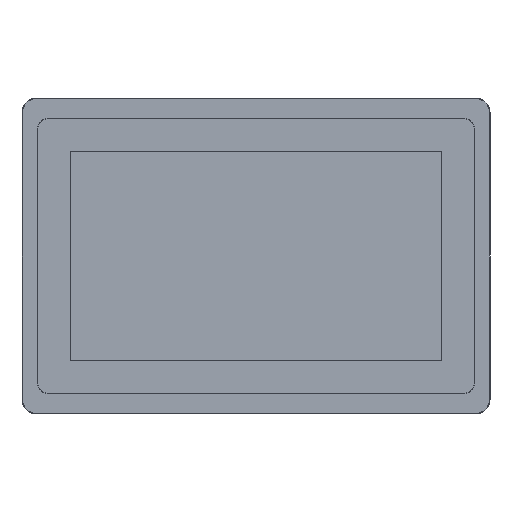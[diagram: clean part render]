
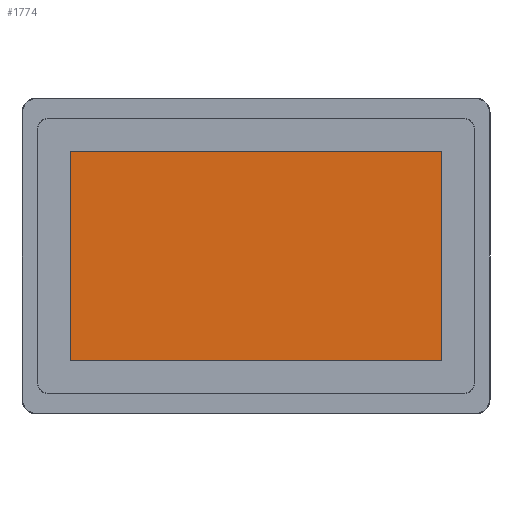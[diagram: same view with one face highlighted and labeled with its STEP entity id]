
A CAD part, top view. The second image highlights one B-rep face of the part: STEP entity #1774.
In plain terms, the highlighted planar face has unit normal (0, 0, 1).
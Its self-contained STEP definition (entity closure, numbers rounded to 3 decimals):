
#480 = VERTEX_POINT ( 'NONE', #55522 ) ;
#1774 = ADVANCED_FACE ( 'NONE', ( #80478 ), #44051, .T. ) ;
#7426 = DIRECTION ( 'NONE',  ( 0., 1., 0. ) ) ;
#12793 = AXIS2_PLACEMENT_3D ( 'NONE', #55281, #40629, #7426 ) ;
#13771 = EDGE_CURVE ( 'NONE', #84783, #16338, #113660, .T. ) ;
#16338 = VERTEX_POINT ( 'NONE', #130021 ) ;
#18070 = CARTESIAN_POINT ( 'NONE',  ( 33.35, 36.75, -0.58 ) ) ;
#21579 = DIRECTION ( 'NONE',  ( 0., -1., 0. ) ) ;
#40629 = DIRECTION ( 'NONE',  ( 0., 0., 1. ) ) ;
#44051 = PLANE ( 'NONE',  #12793 ) ;
#44280 = EDGE_CURVE ( 'NONE', #480, #84783, #45021, .T. ) ;
#45021 = LINE ( 'NONE', #97265, #114960 ) ;
#50759 = EDGE_CURVE ( 'NONE', #16338, #129428, #137484, .T. ) ;
#55281 = CARTESIAN_POINT ( 'NONE',  ( 161.85, 109.25, -0.58 ) ) ;
#55522 = CARTESIAN_POINT ( 'NONE',  ( 290.35, 181.75, -0.58 ) ) ;
#58143 = ORIENTED_EDGE ( 'NONE', *, *, #50759, .T. ) ;
#63026 = EDGE_CURVE ( 'NONE', #129428, #480, #82124, .T. ) ;
#70309 = DIRECTION ( 'NONE',  ( -1., 0., 0. ) ) ;
#70898 = CARTESIAN_POINT ( 'NONE',  ( 290.35, 36.75, -0.58 ) ) ;
#71807 = CARTESIAN_POINT ( 'NONE',  ( 33.35, 181.75, -0.58 ) ) ;
#80478 = FACE_OUTER_BOUND ( 'NONE', #84121, .T. ) ;
#82124 = LINE ( 'NONE', #70898, #106520 ) ;
#83942 = VECTOR ( 'NONE', #21579, 1000. ) ;
#84121 = EDGE_LOOP ( 'NONE', ( #87866, #120830, #58143, #107266 ) ) ;
#84783 = VERTEX_POINT ( 'NONE', #71807 ) ;
#87866 = ORIENTED_EDGE ( 'NONE', *, *, #44280, .T. ) ;
#96177 = DIRECTION ( 'NONE',  ( 1., 0., 0. ) ) ;
#97265 = CARTESIAN_POINT ( 'NONE',  ( 290.35, 181.75, -0.58 ) ) ;
#106520 = VECTOR ( 'NONE', #114803, 1000. ) ;
#107266 = ORIENTED_EDGE ( 'NONE', *, *, #63026, .T. ) ;
#107785 = VECTOR ( 'NONE', #96177, 1000. ) ;
#108412 = CARTESIAN_POINT ( 'NONE',  ( 290.35, 36.75, -0.58 ) ) ;
#109434 = CARTESIAN_POINT ( 'NONE',  ( 33.35, 181.75, -0.58 ) ) ;
#113660 = LINE ( 'NONE', #109434, #83942 ) ;
#114803 = DIRECTION ( 'NONE',  ( 0., 1., 0. ) ) ;
#114960 = VECTOR ( 'NONE', #70309, 1000. ) ;
#120830 = ORIENTED_EDGE ( 'NONE', *, *, #13771, .T. ) ;
#129428 = VERTEX_POINT ( 'NONE', #108412 ) ;
#130021 = CARTESIAN_POINT ( 'NONE',  ( 33.35, 36.75, -0.58 ) ) ;
#137484 = LINE ( 'NONE', #18070, #107785 ) ;
